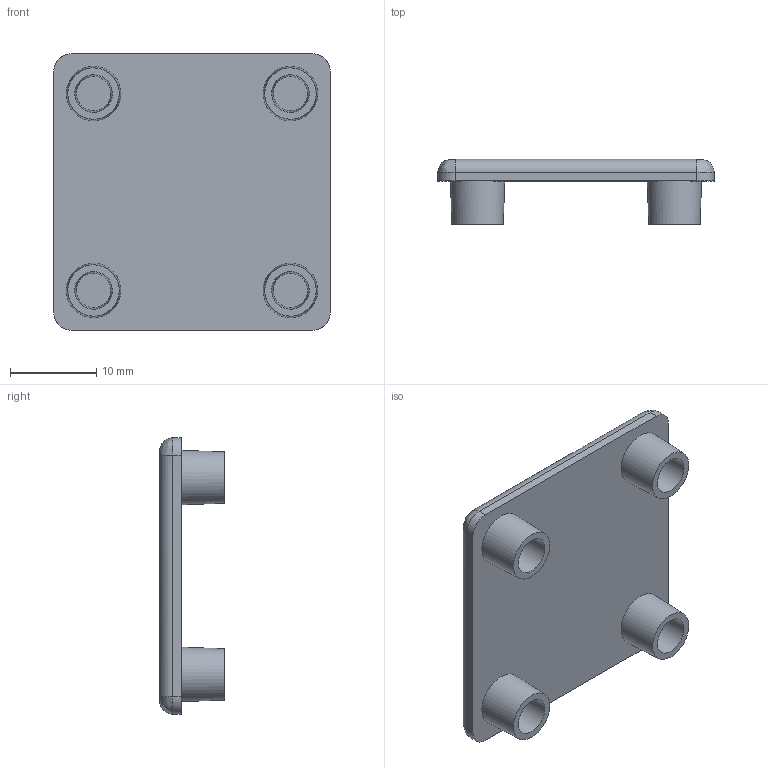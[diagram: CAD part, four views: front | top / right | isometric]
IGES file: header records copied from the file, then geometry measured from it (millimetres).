
Global section: file name: 223234; native system: Autodesk Inventor 2021; preprocessor: unknown; author: Mrówczyńska,,; organization: 11; date: 20221005.083633; units: millimetre
Bounding box: 32 x 7.5 x 32 mm (x, y, z)
Volume: 2808 mm3; surface area: 3045.4 mm2
Topology: 5 solids, 5 shells, 34 faces, 80 edges, 56 vertices
Faces by surface type: bspline 34
